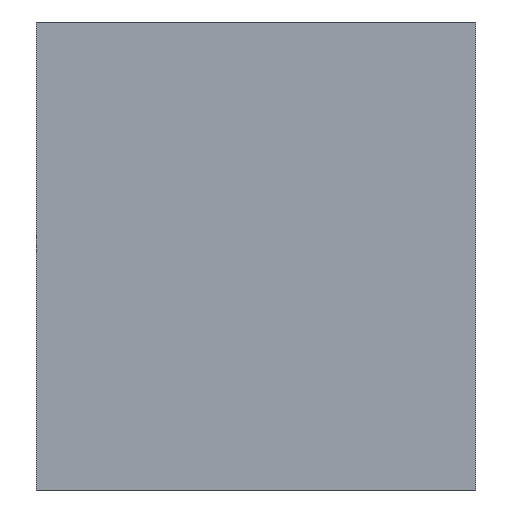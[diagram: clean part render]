
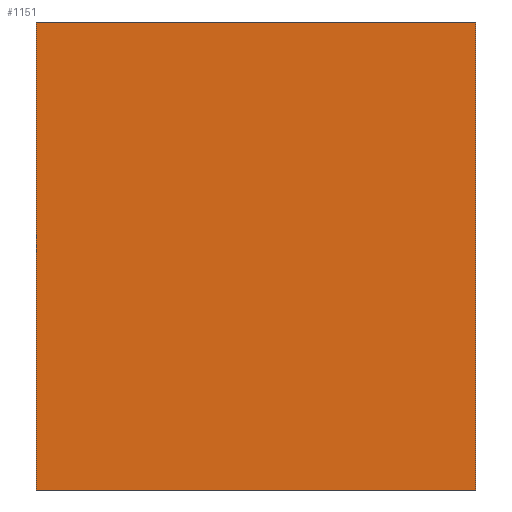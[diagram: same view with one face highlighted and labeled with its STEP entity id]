
A CAD part, front view. The second image highlights one B-rep face of the part: STEP entity #1151.
In plain terms, the highlighted planar face has unit normal (0, -1, 0).
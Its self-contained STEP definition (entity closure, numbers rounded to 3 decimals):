
#59=LINE('',#1618,#135);
#61=LINE('',#1622,#137);
#63=LINE('',#1626,#139);
#65=LINE('',#1630,#141);
#135=VECTOR('',#1350,1000.);
#137=VECTOR('',#1354,1000.);
#139=VECTOR('',#1358,1000.);
#141=VECTOR('',#1362,1000.);
#244=ORIENTED_EDGE('',*,*,#453,.F.);
#245=ORIENTED_EDGE('',*,*,#459,.F.);
#246=ORIENTED_EDGE('',*,*,#457,.F.);
#247=ORIENTED_EDGE('',*,*,#455,.F.);
#453=EDGE_CURVE('',#564,#565,#59,.T.);
#455=EDGE_CURVE('',#565,#566,#61,.T.);
#457=EDGE_CURVE('',#566,#567,#63,.T.);
#459=EDGE_CURVE('',#567,#564,#65,.T.);
#564=VERTEX_POINT('',#1617);
#565=VERTEX_POINT('',#1619);
#566=VERTEX_POINT('',#1623);
#567=VERTEX_POINT('',#1627);
#653=EDGE_LOOP('',(#244,#245,#246,#247));
#715=FACE_BOUND('',#653,.T.);
#767=PLANE('',#1224);
#1151=ADVANCED_FACE('',(#715),#767,.F.);
#1224=AXIS2_PLACEMENT_3D('',#1631,#1363,#1364);
#1350=DIRECTION('',(0.,0.,-1.));
#1354=DIRECTION('',(-1.,0.,0.));
#1358=DIRECTION('',(0.,0.,1.));
#1362=DIRECTION('',(1.,0.,0.));
#1363=DIRECTION('',(0.,1.,0.));
#1364=DIRECTION('',(0.,0.,1.));
#1617=CARTESIAN_POINT('',(0.935,-0.08,0.995));
#1618=CARTESIAN_POINT('',(0.935,-0.08,0.995));
#1619=CARTESIAN_POINT('',(0.935,-0.08,-0.995));
#1622=CARTESIAN_POINT('',(0.935,-0.08,-0.995));
#1623=CARTESIAN_POINT('',(-0.935,-0.08,-0.995));
#1626=CARTESIAN_POINT('',(-0.935,-0.08,-0.995));
#1627=CARTESIAN_POINT('',(-0.935,-0.08,0.995));
#1630=CARTESIAN_POINT('',(-0.935,-0.08,0.995));
#1631=CARTESIAN_POINT('',(0.,-0.08,0.));
